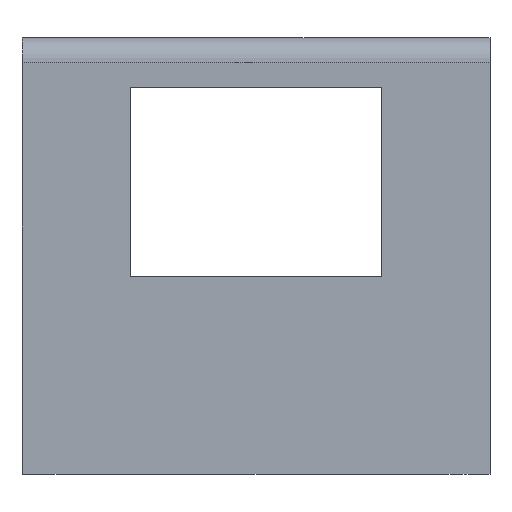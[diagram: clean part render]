
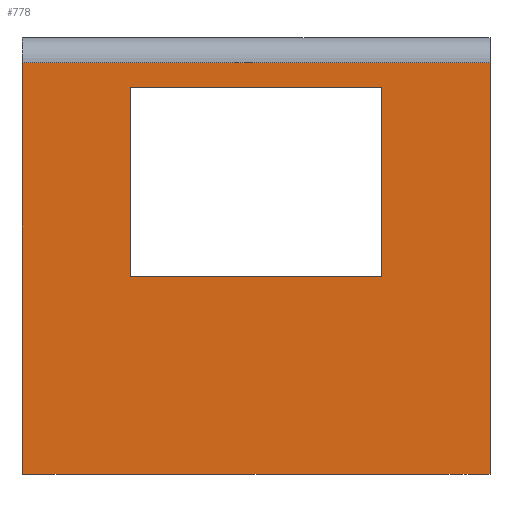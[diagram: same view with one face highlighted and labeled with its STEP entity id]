
A CAD part, front view. The second image highlights one B-rep face of the part: STEP entity #778.
In plain terms, the highlighted planar face has unit normal (0, -1, 0).
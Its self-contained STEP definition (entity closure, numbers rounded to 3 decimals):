
#44=FACE_BOUND('',#172,.T.);
#63=PLANE('',#870);
#104=FACE_OUTER_BOUND('',#171,.T.);
#171=EDGE_LOOP('',(#699,#700,#701,#702));
#172=EDGE_LOOP('',(#703,#704,#705,#706));
#179=LINE('',#1111,#243);
#181=LINE('',#1115,#245);
#184=LINE('',#1121,#248);
#187=LINE('',#1125,#251);
#205=LINE('',#1177,#269);
#211=LINE('',#1188,#275);
#235=LINE('',#1311,#299);
#237=LINE('',#1314,#301);
#243=VECTOR('',#887,10.);
#245=VECTOR('',#891,10.);
#248=VECTOR('',#896,10.);
#251=VECTOR('',#901,10.);
#269=VECTOR('',#945,10.);
#275=VECTOR('',#953,10.);
#299=VECTOR('',#1085,10.);
#301=VECTOR('',#1089,10.);
#346=VERTEX_POINT('',#1108);
#347=VERTEX_POINT('',#1110);
#348=VERTEX_POINT('',#1114);
#350=VERTEX_POINT('',#1120);
#368=VERTEX_POINT('',#1170);
#371=VERTEX_POINT('',#1175);
#375=VERTEX_POINT('',#1186);
#408=VERTEX_POINT('',#1310);
#415=EDGE_CURVE('',#347,#346,#179,.T.);
#417=EDGE_CURVE('',#348,#347,#181,.T.);
#420=EDGE_CURVE('',#350,#348,#184,.T.);
#423=EDGE_CURVE('',#346,#350,#187,.T.);
#448=EDGE_CURVE('',#371,#368,#205,.T.);
#454=EDGE_CURVE('',#375,#371,#211,.T.);
#509=EDGE_CURVE('',#408,#368,#235,.T.);
#511=EDGE_CURVE('',#375,#408,#237,.T.);
#699=ORIENTED_EDGE('',*,*,#448,.F.);
#700=ORIENTED_EDGE('',*,*,#454,.F.);
#701=ORIENTED_EDGE('',*,*,#511,.T.);
#702=ORIENTED_EDGE('',*,*,#509,.T.);
#703=ORIENTED_EDGE('',*,*,#420,.T.);
#704=ORIENTED_EDGE('',*,*,#417,.T.);
#705=ORIENTED_EDGE('',*,*,#415,.T.);
#706=ORIENTED_EDGE('',*,*,#423,.T.);
#778=ADVANCED_FACE('',(#104,#44),#63,.T.);
#870=AXIS2_PLACEMENT_3D('',#1313,#1087,#1088);
#887=DIRECTION('',(0.,0.,-1.));
#891=DIRECTION('',(1.,0.,0.));
#896=DIRECTION('',(0.,0.,1.));
#901=DIRECTION('',(-1.,0.,0.));
#945=DIRECTION('',(1.,0.,0.));
#953=DIRECTION('',(0.,0.,1.));
#1085=DIRECTION('',(0.,0.,1.));
#1087=DIRECTION('center_axis',(0.,-1.,0.));
#1088=DIRECTION('ref_axis',(1.,0.,0.));
#1089=DIRECTION('',(1.,0.,0.));
#1108=CARTESIAN_POINT('',(20.,-40.,31.5));
#1110=CARTESIAN_POINT('',(20.,-40.,61.5));
#1111=CARTESIAN_POINT('',(20.,-40.,30.75));
#1114=CARTESIAN_POINT('',(-20.,-40.,61.5));
#1115=CARTESIAN_POINT('',(-28.615,-40.,61.5));
#1120=CARTESIAN_POINT('',(-20.,-40.,31.5));
#1121=CARTESIAN_POINT('',(-20.,-40.,15.75));
#1125=CARTESIAN_POINT('',(-8.615,-40.,31.5));
#1170=CARTESIAN_POINT('',(37.23,-40.,65.5));
#1175=CARTESIAN_POINT('',(-37.23,-40.,65.5));
#1177=CARTESIAN_POINT('',(-18.615,-40.,65.5));
#1186=CARTESIAN_POINT('',(-37.23,-40.,0.));
#1188=CARTESIAN_POINT('',(-37.23,-40.,0.));
#1310=CARTESIAN_POINT('',(37.23,-40.,0.));
#1311=CARTESIAN_POINT('',(37.23,-40.,0.));
#1313=CARTESIAN_POINT('Origin',(-37.23,-40.,0.));
#1314=CARTESIAN_POINT('',(-37.23,-40.,0.));
